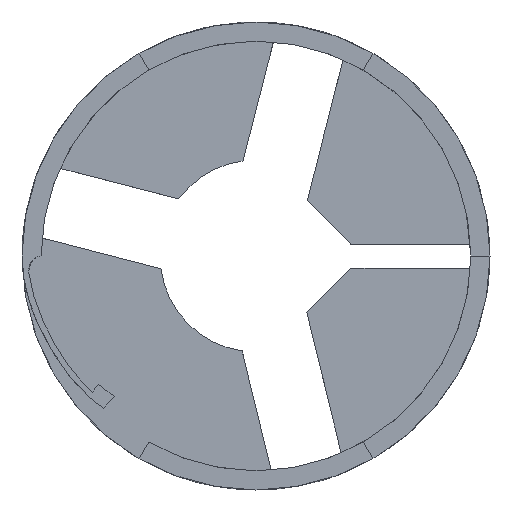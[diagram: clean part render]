
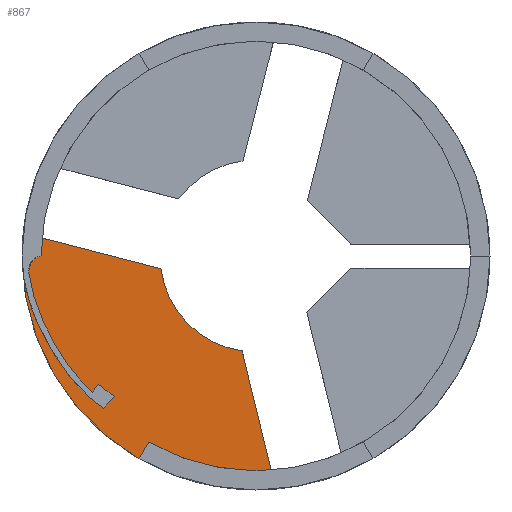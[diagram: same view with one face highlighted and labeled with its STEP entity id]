
A CAD part, front view. The second image highlights one B-rep face of the part: STEP entity #867.
In plain terms, the highlighted planar face has unit normal (0, -1, 0).
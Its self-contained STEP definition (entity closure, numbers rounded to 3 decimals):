
#24=CIRCLE('',#928,44.75);
#25=CIRCLE('',#929,20.);
#26=CIRCLE('',#930,44.75);
#27=CIRCLE('',#931,48.75);
#61=PLANE('',#927);
#102=FACE_OUTER_BOUND('',#150,.T.);
#150=EDGE_LOOP('',(#605,#606,#607,#608,#609,#610,#611,#612));
#198=LINE('',#1354,#287);
#199=LINE('',#1358,#288);
#200=LINE('',#1362,#289);
#201=LINE('',#1366,#290);
#287=VECTOR('',#1015,10.);
#288=VECTOR('',#1018,10.);
#289=VECTOR('',#1021,10.);
#290=VECTOR('',#1024,10.);
#385=VERTEX_POINT('',#1352);
#386=VERTEX_POINT('',#1353);
#387=VERTEX_POINT('',#1355);
#388=VERTEX_POINT('',#1357);
#389=VERTEX_POINT('',#1359);
#390=VERTEX_POINT('',#1361);
#391=VERTEX_POINT('',#1363);
#392=VERTEX_POINT('',#1365);
#471=EDGE_CURVE('',#385,#386,#198,.T.);
#472=EDGE_CURVE('',#386,#387,#24,.T.);
#473=EDGE_CURVE('',#387,#388,#199,.T.);
#474=EDGE_CURVE('',#388,#389,#25,.T.);
#475=EDGE_CURVE('',#389,#390,#200,.T.);
#476=EDGE_CURVE('',#390,#391,#26,.T.);
#477=EDGE_CURVE('',#391,#392,#201,.T.);
#478=EDGE_CURVE('',#385,#392,#27,.T.);
#605=ORIENTED_EDGE('',*,*,#471,.T.);
#606=ORIENTED_EDGE('',*,*,#472,.T.);
#607=ORIENTED_EDGE('',*,*,#473,.T.);
#608=ORIENTED_EDGE('',*,*,#474,.T.);
#609=ORIENTED_EDGE('',*,*,#475,.T.);
#610=ORIENTED_EDGE('',*,*,#476,.T.);
#611=ORIENTED_EDGE('',*,*,#477,.T.);
#612=ORIENTED_EDGE('',*,*,#478,.F.);
#867=ADVANCED_FACE('',(#102),#61,.F.);
#927=AXIS2_PLACEMENT_3D('',#1351,#1013,#1014);
#928=AXIS2_PLACEMENT_3D('',#1356,#1016,#1017);
#929=AXIS2_PLACEMENT_3D('',#1360,#1019,#1020);
#930=AXIS2_PLACEMENT_3D('',#1364,#1022,#1023);
#931=AXIS2_PLACEMENT_3D('',#1367,#1025,#1026);
#1013=DIRECTION('center_axis',(0.,1.,0.));
#1014=DIRECTION('ref_axis',(-1.,0.,0.));
#1015=DIRECTION('',(0.5,0.,0.866));
#1016=DIRECTION('center_axis',(0.,-1.,0.));
#1017=DIRECTION('ref_axis',(1.,0.,0.));
#1018=DIRECTION('',(-0.237,0.,0.971));
#1019=DIRECTION('center_axis',(0.,1.,0.));
#1020=DIRECTION('ref_axis',(-0.144,0.,-0.99));
#1021=DIRECTION('',(-0.968,0.,0.25));
#1022=DIRECTION('center_axis',(0.,-1.,0.));
#1023=DIRECTION('ref_axis',(1.,0.,0.));
#1024=DIRECTION('',(-1.,0.,0.));
#1025=DIRECTION('center_axis',(0.,1.,0.));
#1026=DIRECTION('ref_axis',(-1.,0.,0.));
#1351=CARTESIAN_POINT('Origin',(-22.304,-9.5,-21.996));
#1352=CARTESIAN_POINT('',(-24.375,-9.5,-42.219));
#1353=CARTESIAN_POINT('',(-22.375,-9.5,-38.755));
#1354=CARTESIAN_POINT('',(0.,-9.5,0.));
#1355=CARTESIAN_POINT('',(3.18,-9.5,-44.637));
#1356=CARTESIAN_POINT('Origin',(0.,-9.5,0.));
#1357=CARTESIAN_POINT('',(-2.888,-9.5,-19.79));
#1358=CARTESIAN_POINT('',(10.027,-9.5,-72.674));
#1359=CARTESIAN_POINT('',(-19.825,-9.5,-2.636));
#1360=CARTESIAN_POINT('Origin',(0.,-9.5,0.));
#1361=CARTESIAN_POINT('',(-44.593,-9.5,3.746));
#1362=CARTESIAN_POINT('',(-19.825,-9.5,-2.636));
#1363=CARTESIAN_POINT('',(-44.75,-9.5,0.));
#1364=CARTESIAN_POINT('Origin',(0.,-9.5,0.));
#1365=CARTESIAN_POINT('',(-48.75,-9.5,0.));
#1366=CARTESIAN_POINT('',(0.,-9.5,0.));
#1367=CARTESIAN_POINT('Origin',(0.,-9.5,0.));
